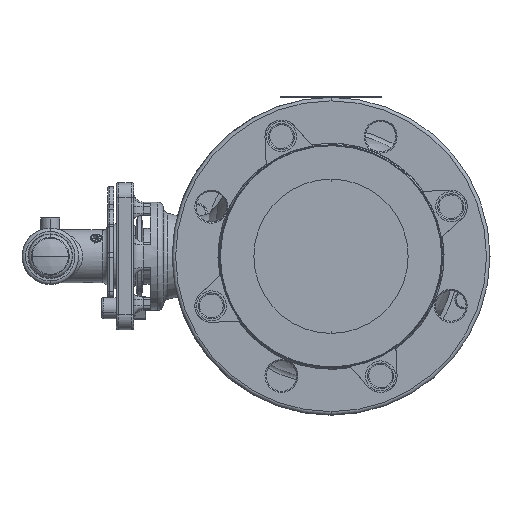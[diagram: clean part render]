
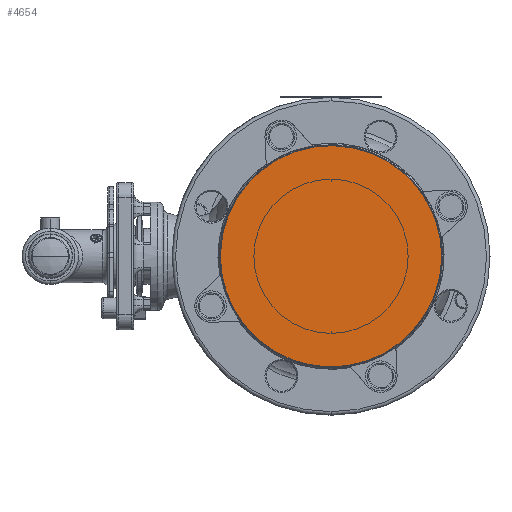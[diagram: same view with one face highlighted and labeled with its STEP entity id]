
A CAD part, left-side view. The second image highlights one B-rep face of the part: STEP entity #4654.
In plain terms, the highlighted planar face has unit normal (-1, 0, 0).
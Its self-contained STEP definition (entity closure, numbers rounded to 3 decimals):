
#1994 = CIRCLE ( 'NONE', #71662, 94.268 ) ;
#4654 = ADVANCED_FACE ( 'NONE', ( #99023 ), #45149, .T. ) ;
#8935 = VERTEX_POINT ( 'NONE', #101225 ) ;
#19663 = CARTESIAN_POINT ( 'NONE',  ( -141.5, 0., 0. ) ) ;
#22382 = CARTESIAN_POINT ( 'NONE',  ( -141.5, 0., 0. ) ) ;
#23033 = VERTEX_POINT ( 'NONE', #50836 ) ;
#30977 = DIRECTION ( 'NONE',  ( -1., 0., 0. ) ) ;
#33062 = AXIS2_PLACEMENT_3D ( 'NONE', #45913, #107330, #72870 ) ;
#34939 = AXIS2_PLACEMENT_3D ( 'NONE', #19663, #81725, #37234 ) ;
#37234 = DIRECTION ( 'NONE',  ( 0., 0.383, -0.924 ) ) ;
#39631 = EDGE_CURVE ( 'NONE', #23033, #8935, #46703, .T. ) ;
#45149 = PLANE ( 'NONE',  #33062 ) ;
#45913 = CARTESIAN_POINT ( 'NONE',  ( -141.5, 36.075, -87.092 ) ) ;
#46010 = EDGE_LOOP ( 'NONE', ( #93056, #92840 ) ) ;
#46703 = CIRCLE ( 'NONE', #34939, 94.268 ) ;
#47786 = DIRECTION ( 'NONE',  ( 0., 0.383, -0.924 ) ) ;
#50836 = CARTESIAN_POINT ( 'NONE',  ( -141.5, 36.075, -87.092 ) ) ;
#71662 = AXIS2_PLACEMENT_3D ( 'NONE', #22382, #30977, #47786 ) ;
#72870 = DIRECTION ( 'NONE',  ( 0., 0.383, -0.924 ) ) ;
#81725 = DIRECTION ( 'NONE',  ( -1., 0., 0. ) ) ;
#91258 = EDGE_CURVE ( 'NONE', #8935, #23033, #1994, .T. ) ;
#92840 = ORIENTED_EDGE ( 'NONE', *, *, #39631, .T. ) ;
#93056 = ORIENTED_EDGE ( 'NONE', *, *, #91258, .T. ) ;
#99023 = FACE_OUTER_BOUND ( 'NONE', #46010, .T. ) ;
#101225 = CARTESIAN_POINT ( 'NONE',  ( -141.5, -36.075, 87.092 ) ) ;
#107330 = DIRECTION ( 'NONE',  ( -1., 0., 0. ) ) ;
